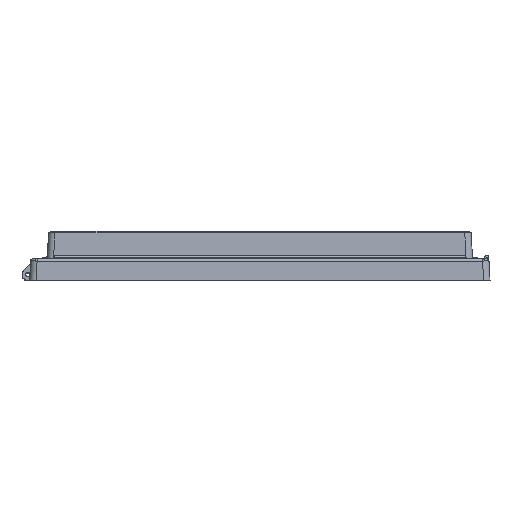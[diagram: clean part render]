
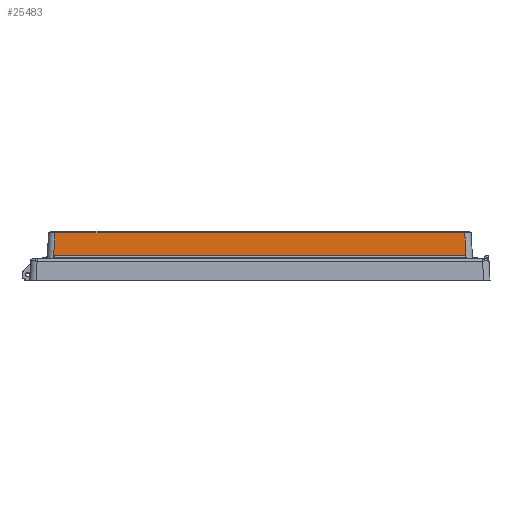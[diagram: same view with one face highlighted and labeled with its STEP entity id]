
A CAD part, top view. The second image highlights one B-rep face of the part: STEP entity #25483.
In plain terms, the highlighted planar face has unit normal (0, 0.052, 0.999).
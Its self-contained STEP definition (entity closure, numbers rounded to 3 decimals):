
#14136 = CARTESIAN_POINT ( 'NONE',  ( -175.304, 32.502, 208.297 ) ) ;
#14213 = DIRECTION ( 'NONE',  ( 1., 0., 0. ) ) ;
#14214 = VECTOR ( 'NONE', #14213, 1000. ) ;
#14215 = CARTESIAN_POINT ( 'NONE',  ( 175.904, 13.245, 209.306 ) ) ;
#14221 = LINE ( 'NONE', #14215, #14214 ) ;
#14222 = CARTESIAN_POINT ( 'NONE',  ( 175.813, 13.245, 209.306 ) ) ;
#14254 = CARTESIAN_POINT ( 'NONE',  ( -175.813, 13.245, 209.306 ) ) ;
#14271 = CARTESIAN_POINT ( 'NONE',  ( 175.304, 32.502, 208.297 ) ) ;
#14272 = DIRECTION ( 'NONE',  ( -1., 0., 0. ) ) ;
#14273 = VECTOR ( 'NONE', #14272, 1000. ) ;
#14274 = CARTESIAN_POINT ( 'NONE',  ( -175.226, 32.502, 208.297 ) ) ;
#14275 = LINE ( 'NONE', #14274, #14273 ) ;
#15025 = DIRECTION ( 'NONE',  ( -0.052, 0.997, -0.052 ) ) ;
#15026 = VECTOR ( 'NONE', #15025, 1000. ) ;
#15027 = CARTESIAN_POINT ( 'NONE',  ( 175.97, 10.263, 209.462 ) ) ;
#15028 = LINE ( 'NONE', #15027, #15026 ) ;
#15030 = CARTESIAN_POINT ( 'NONE',  ( 175.97, 10.263, 209.462 ) ) ;
#15224 = CARTESIAN_POINT ( 'NONE',  ( -175.97, 10.263, 209.462 ) ) ;
#15225 = DIRECTION ( 'NONE',  ( 1., 0., 0. ) ) ;
#15226 = VECTOR ( 'NONE', #15225, 1000. ) ;
#15227 = CARTESIAN_POINT ( 'NONE',  ( -178.236, 10.263, 209.462 ) ) ;
#15228 = LINE ( 'NONE', #15227, #15226 ) ;
#15229 = CARTESIAN_POINT ( 'NONE',  ( -176.47, 10.263, 209.462 ) ) ;
#15230 = DIRECTION ( 'NONE',  ( -0.052, -0.997, 0.052 ) ) ;
#15231 = VECTOR ( 'NONE', #15230, 1000. ) ;
#15232 = CARTESIAN_POINT ( 'NONE',  ( -177.023, -0.286, 210.015 ) ) ;
#15233 = LINE ( 'NONE', #15232, #15231 ) ;
#15234 = DIRECTION ( 'NONE',  ( -0.052, 0.997, -0.052 ) ) ;
#15235 = VECTOR ( 'NONE', #15234, 1000. ) ;
#15236 = CARTESIAN_POINT ( 'NONE',  ( 176.026, 18.738, 209.018 ) ) ;
#15237 = LINE ( 'NONE', #15236, #15235 ) ;
#15238 = CARTESIAN_POINT ( 'NONE',  ( 176.47, 10.263, 209.462 ) ) ;
#15239 = DIRECTION ( 'NONE',  ( -1., 0., 0. ) ) ;
#15240 = VECTOR ( 'NONE', #15239, 1000. ) ;
#15241 = CARTESIAN_POINT ( 'NONE',  ( 175.97, 10.263, 209.462 ) ) ;
#15245 = LINE ( 'NONE', #15241, #15240 ) ;
#15253 = FACE_OUTER_BOUND ( 'NONE', #25484, .T. ) ;
#15289 = DIRECTION ( 'NONE',  ( 0., -0.999, 0.052 ) ) ;
#15290 = DIRECTION ( 'NONE',  ( 0., 0.052, 0.999 ) ) ;
#15291 = CARTESIAN_POINT ( 'NONE',  ( -182.5, 0., 210. ) ) ;
#15292 = AXIS2_PLACEMENT_3D ( 'NONE', #15291, #15290, #15289 ) ;
#15293 = PLANE ( 'NONE',  #15292 ) ;
#15430 = DIRECTION ( 'NONE',  ( 0.052, 0.997, -0.052 ) ) ;
#15431 = VECTOR ( 'NONE', #15430, 1000. ) ;
#15432 = CARTESIAN_POINT ( 'NONE',  ( -177.736, -23.441, 211.228 ) ) ;
#15433 = LINE ( 'NONE', #15432, #15431 ) ;
#24886 = VERTEX_POINT ( 'NONE', #14136 ) ;
#24928 = VERTEX_POINT ( 'NONE', #14222 ) ;
#24930 = EDGE_CURVE ( 'NONE', #24952, #24928, #14221, .T. ) ;
#24940 = EDGE_CURVE ( 'NONE', #24941, #24886, #14275, .T. ) ;
#24941 = VERTEX_POINT ( 'NONE', #14271 ) ;
#24952 = VERTEX_POINT ( 'NONE', #14254 ) ;
#25369 = VERTEX_POINT ( 'NONE', #15030 ) ;
#25372 = EDGE_CURVE ( 'NONE', #25369, #24928, #15028, .T. ) ;
#25463 = ORIENTED_EDGE ( 'NONE', *, *, #25464, .F. ) ;
#25464 = EDGE_CURVE ( 'NONE', #25465, #25369, #15245, .T. ) ;
#25465 = VERTEX_POINT ( 'NONE', #15238 ) ;
#25466 = ORIENTED_EDGE ( 'NONE', *, *, #25467, .T. ) ;
#25467 = EDGE_CURVE ( 'NONE', #25465, #24941, #15237, .T. ) ;
#25468 = ORIENTED_EDGE ( 'NONE', *, *, #24940, .T. ) ;
#25469 = ORIENTED_EDGE ( 'NONE', *, *, #25470, .T. ) ;
#25470 = EDGE_CURVE ( 'NONE', #24886, #25471, #15233, .T. ) ;
#25471 = VERTEX_POINT ( 'NONE', #15229 ) ;
#25472 = ORIENTED_EDGE ( 'NONE', *, *, #25473, .T. ) ;
#25473 = EDGE_CURVE ( 'NONE', #25471, #25474, #15228, .T. ) ;
#25474 = VERTEX_POINT ( 'NONE', #15224 ) ;
#25483 = ADVANCED_FACE ( 'NONE', ( #15253 ), #15293, .T. ) ;
#25484 = EDGE_LOOP ( 'NONE', ( #25485, #25486, #25463, #25466, #25468, #25469, #25472, #25535 ) ) ;
#25485 = ORIENTED_EDGE ( 'NONE', *, *, #24930, .T. ) ;
#25486 = ORIENTED_EDGE ( 'NONE', *, *, #25372, .F. ) ;
#25535 = ORIENTED_EDGE ( 'NONE', *, *, #25536, .T. ) ;
#25536 = EDGE_CURVE ( 'NONE', #25474, #24952, #15433, .T. ) ;
